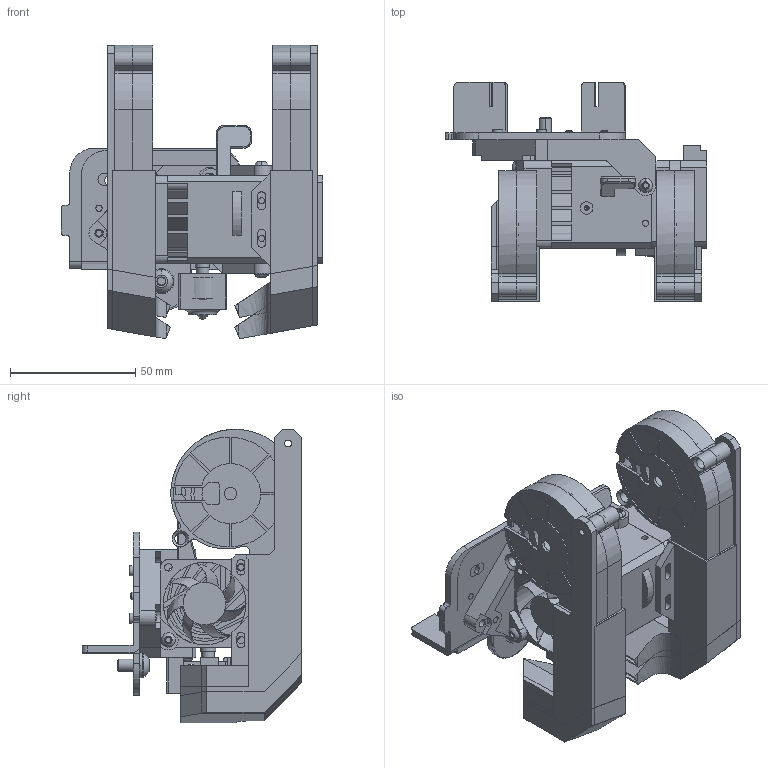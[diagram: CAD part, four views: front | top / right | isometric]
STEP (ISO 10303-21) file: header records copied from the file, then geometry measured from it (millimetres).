
FILE_DESCRIPTION(/* description */ ('CAx-IF Rec.Pracs.---Representation and Presentation of Product Manufacturing Information (PMI)---4.0---2014-10-13','CAx-IF Rec.Pracs.---3D Tessellated Geometry---0.4---2014-09-14','2;1'),/* implementation_level */ '2;1');
FILE_NAME(/* name */ 'K3D H2 Ender-3 printhead',/* time_stamp */ '2022-11-10T03:24:44+03:00',/* author */ (''),/* organization */ (''),/* preprocessor_version */ 'ST-DEVELOPER v18.102',/* originating_system */ 'SIEMENS PLM Software NX2206.5001',/* authorisation */ $);
FILE_SCHEMA (('AP242_MANAGED_MODEL_BASED_3D_ENGINEERING_MIM_LF { 1 0 10303 442 3 1 4 }'));
Length unit declared in the file: millimetre
Products named in the file (27): K3D H2 Ender-3 printhead; H2 aquila mount; Right 5015 fan duct (volcano screws); Left 5015 fan duct (volcano screws); Right 5015 fan duct (volcano glue); Left 5015 fan duct (volcano glue); Right 5015 fan duct (v6 screws); Left 5015 fan duct (V6 screws); E3D V6 silicone sock; Right 5015 fan duct (v6 glue); Left 5015 fan duct (v6 glue); Fan 5015; Screw round M5x10; Washer M5 OD10mm; Screw round M3x6; Screw round M3x10; Screw round M3x16; H2 ender-3 mount; Biqu H2; biqu h2 gabarit_stp; e3d v6 nozzle_stp; 35mm fan_stp; Phaetus heat block_stp; Biqu H2 throat_stp; Nema14 biqu h2 motor_stp; Aquila carriage; Ender-3 carriage
Assembly tree (31 placements, depth 3):
  K3D H2 Ender-3 printhead
    H2 aquila mount
    Right 5015 fan duct (volcano screws)
    Left 5015 fan duct (volcano screws)
    Right 5015 fan duct (volcano glue)
    Left 5015 fan duct (volcano glue)
    Right 5015 fan duct (v6 screws)
    Left 5015 fan duct (V6 screws)
    E3D V6 silicone sock
    Right 5015 fan duct (v6 glue)
    Left 5015 fan duct (v6 glue)
    Fan 5015  x2
    Screw round M5x10
    Washer M5 OD10mm
    Screw round M3x6  x2
    Screw round M3x10  x4
    Screw round M3x16
    H2 ender-3 mount
    Biqu H2
      biqu h2 gabarit_stp
      e3d v6 nozzle_stp
      35mm fan_stp
      Phaetus heat block_stp
      Biqu H2 throat_stp
      Nema14 biqu h2 motor_stp
    Aquila carriage
    Ender-3 carriage
Bounding box: 104.5 x 87.71 x 117.02 mm (x, y, z)
Volume: 234076.6 mm3; surface area: 221346.3 mm2
Topology: 34 solids, 35 shells, 2069 faces, 5458 edges, 3536 vertices
Faces by surface type: plane 1196, cylinder 606, cone 165, bspline 80, torus 11, sphere 11
Full cylindrical faces by diameter (mm): 0.4 x1, 1.5 x1, 2 x3, 2.5 x21, 2.529 x4, 2.7 x4, 3 x21, 3.2 x14, 4 x3, 4.5 x8, 5 x11, 5.4 x2, 5.5 x2, 5.6 x4, 5.65 x4, 5.7 x5, 6 x4, 6.009 x1, 6.5 x4, 7 x1, 7.2 x1, 8 x1, 9 x1, 9.5 x2, 10 x1, 17 x1, 22 x1, 22.8 x2, 24.5 x2, 32 x2
Entity records: 54866 total; most frequent: CARTESIAN_POINT 13595, ORIENTED_EDGE 8420, DIRECTION 8139, EDGE_CURVE 4210, VERTEX_POINT 2794, LINE 2753, VECTOR 2753, AXIS2_PLACEMENT_3D 2693
